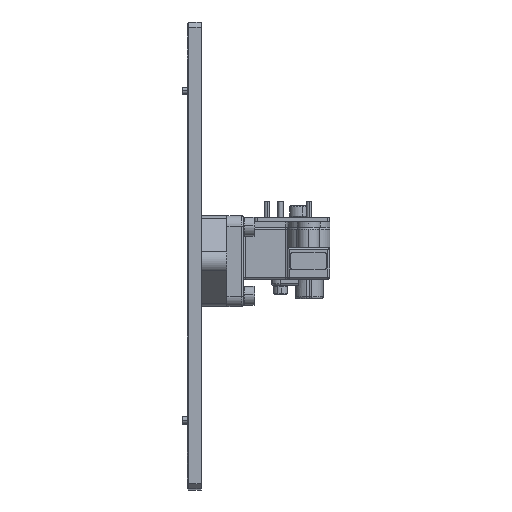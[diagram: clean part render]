
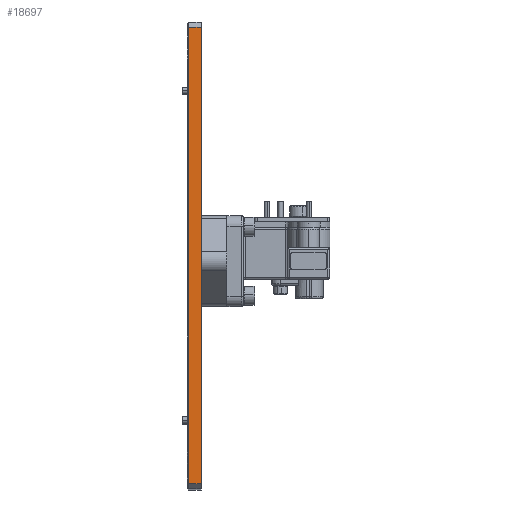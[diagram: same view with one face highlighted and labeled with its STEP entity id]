
A CAD part, top view. The second image highlights one B-rep face of the part: STEP entity #18697.
In plain terms, the highlighted planar face has unit normal (0, 0, 1).
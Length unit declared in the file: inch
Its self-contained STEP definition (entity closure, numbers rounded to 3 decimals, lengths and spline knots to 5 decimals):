
#670 = VECTOR ( 'NONE', #20074, 39.37008 ) ;
#989 = CARTESIAN_POINT ( 'NONE',  ( -0.125, -4.53, 0. ) ) ;
#1994 = CARTESIAN_POINT ( 'NONE',  ( -0.125, -4.48, 0. ) ) ;
#5436 = CARTESIAN_POINT ( 'NONE',  ( -0.125, -4.53, 0. ) ) ;
#6992 = VECTOR ( 'NONE', #44902, 39.37008 ) ;
#8258 = CARTESIAN_POINT ( 'NONE',  ( 0., -4.53, 0. ) ) ;
#8618 = DIRECTION ( 'NONE',  ( 0., 1., 0. ) ) ;
#8847 = CARTESIAN_POINT ( 'NONE',  ( -0.125, -4.48, 0. ) ) ;
#9468 = PLANE ( 'NONE',  #29166 ) ;
#11578 = CARTESIAN_POINT ( 'NONE',  ( 0., -4.48, 0. ) ) ;
#14443 = ORIENTED_EDGE ( 'NONE', *, *, #24433, .F. ) ;
#15166 = LINE ( 'NONE', #8258, #45630 ) ;
#15557 = ORIENTED_EDGE ( 'NONE', *, *, #50550, .T. ) ;
#15769 = LINE ( 'NONE', #20418, #670 ) ;
#16565 = EDGE_LOOP ( 'NONE', ( #41162, #24904, #14443, #15557 ) ) ;
#16939 = DIRECTION ( 'NONE',  ( 1., 0., 0. ) ) ;
#17006 = CARTESIAN_POINT ( 'NONE',  ( -0.125, -0.05, 0. ) ) ;
#18697 = ADVANCED_FACE ( 'NONE', ( #39712 ), #9468, .F. ) ;
#20074 = DIRECTION ( 'NONE',  ( -1., 0., 0. ) ) ;
#20418 = CARTESIAN_POINT ( 'NONE',  ( -0.125, -0.05, 0. ) ) ;
#20749 = VERTEX_POINT ( 'NONE', #28815 ) ;
#24201 = LINE ( 'NONE', #8847, #25473 ) ;
#24433 = EDGE_CURVE ( 'NONE', #34762, #39287, #28454, .T. ) ;
#24462 = EDGE_CURVE ( 'NONE', #48232, #20749, #15166, .T. ) ;
#24904 = ORIENTED_EDGE ( 'NONE', *, *, #30414, .T. ) ;
#25473 = VECTOR ( 'NONE', #16939, 39.37008 ) ;
#28454 = LINE ( 'NONE', #989, #6992 ) ;
#28815 = CARTESIAN_POINT ( 'NONE',  ( 0., -0.05, 0. ) ) ;
#29166 = AXIS2_PLACEMENT_3D ( 'NONE', #5436, #33671, #29747 ) ;
#29747 = DIRECTION ( 'NONE',  ( 0., -1., 0. ) ) ;
#30414 = EDGE_CURVE ( 'NONE', #20749, #39287, #15769, .T. ) ;
#33671 = DIRECTION ( 'NONE',  ( 0., 0., -1. ) ) ;
#34762 = VERTEX_POINT ( 'NONE', #1994 ) ;
#39287 = VERTEX_POINT ( 'NONE', #17006 ) ;
#39712 = FACE_OUTER_BOUND ( 'NONE', #16565, .T. ) ;
#41162 = ORIENTED_EDGE ( 'NONE', *, *, #24462, .T. ) ;
#44902 = DIRECTION ( 'NONE',  ( 0., 1., 0. ) ) ;
#45630 = VECTOR ( 'NONE', #8618, 39.37008 ) ;
#48232 = VERTEX_POINT ( 'NONE', #11578 ) ;
#50550 = EDGE_CURVE ( 'NONE', #34762, #48232, #24201, .T. ) ;
